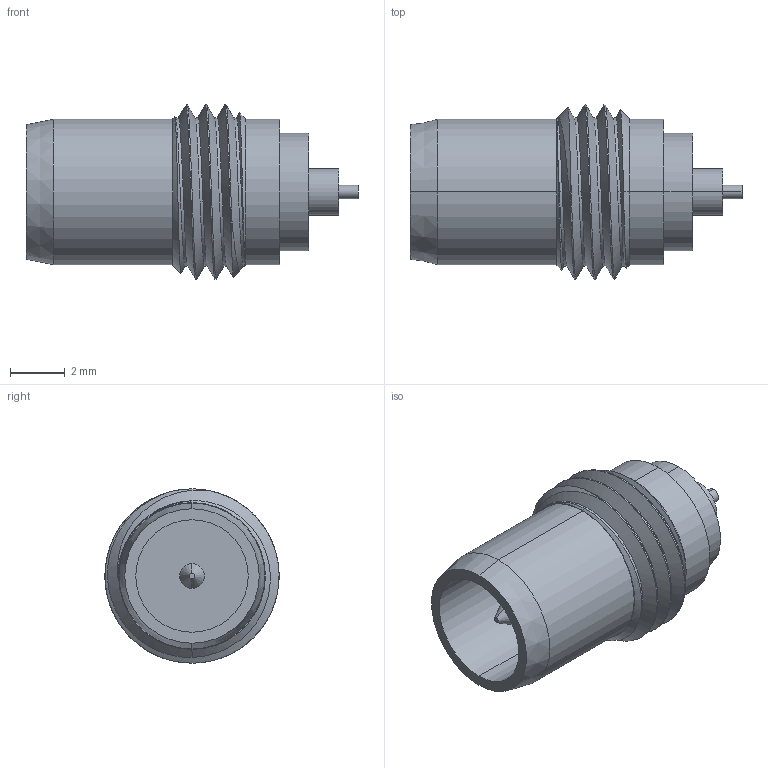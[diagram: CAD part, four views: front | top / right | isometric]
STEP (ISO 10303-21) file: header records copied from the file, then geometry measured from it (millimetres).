
FILE_DESCRIPTION (( 'STEP AP214' ), '1' );
FILE_NAME ('FMCN5242_3D.step', '2024-07-16T21:14:21', ( '' ), ( '' ), 'SwSTEP 2.0', 'SolidWorks 2022', '' );
FILE_SCHEMA (( 'AUTOMOTIVE_DESIGN' ));
Length unit declared in the file: millimetre
Products named in the file (1): FMCN5242_3D
Bounding box: 12.1 x 6.35 x 6.35 mm (x, y, z)
Volume: 189.1 mm3; surface area: 302.6 mm2
Topology: 1 solids, 1 shells, 50 faces, 117 edges, 76 vertices
Faces by surface type: cylinder 29, cone 10, plane 9, bspline 2
Entity records: 2699 total; most frequent: CARTESIAN_POINT 1556, ORIENTED_EDGE 234, DIRECTION 219, EDGE_CURVE 117, AXIS2_PLACEMENT_3D 91, VERTEX_POINT 76, EDGE_LOOP 57, ADVANCED_FACE 50
